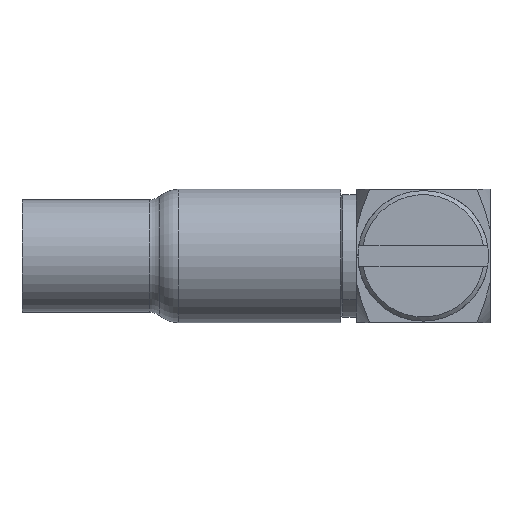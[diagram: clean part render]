
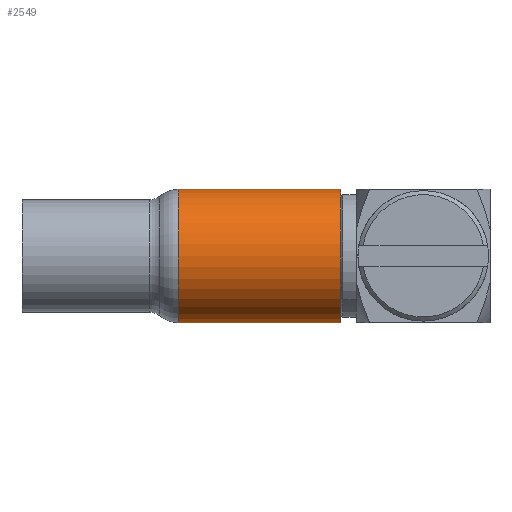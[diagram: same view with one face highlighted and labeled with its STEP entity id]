
A CAD part, top view. The second image highlights one B-rep face of the part: STEP entity #2549.
In plain terms, the highlighted cylindrical face has radius 3.24 mm (diameter 6.48 mm), a partial arc.
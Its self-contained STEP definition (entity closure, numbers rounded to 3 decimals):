
#191=DIRECTION('',(1.,0.,0.));
#192=VECTOR('',#191,7.9);
#193=CARTESIAN_POINT('',(0.43,3.24,0.));
#194=LINE('',#193,#192);
#195=DIRECTION('',(1.,0.,0.));
#196=VECTOR('',#195,7.9);
#197=CARTESIAN_POINT('',(0.43,-3.24,0.));
#198=LINE('',#197,#196);
#199=CARTESIAN_POINT('',(0.43,0.,0.));
#200=DIRECTION('',(-1.,0.,0.));
#201=DIRECTION('',(0.,-1.,0.));
#202=AXIS2_PLACEMENT_3D('',#199,#200,#201);
#209=CARTESIAN_POINT('',(8.33,0.,0.));
#210=DIRECTION('',(1.,0.,0.));
#211=DIRECTION('',(0.,1.,0.));
#212=AXIS2_PLACEMENT_3D('',#209,#210,#211);
#2193=CARTESIAN_POINT('',(8.33,3.24,0.));
#2194=CARTESIAN_POINT('',(8.33,-3.24,0.));
#2195=VERTEX_POINT('',#2193);
#2196=VERTEX_POINT('',#2194);
#2213=CARTESIAN_POINT('',(0.43,3.24,0.));
#2214=VERTEX_POINT('',#2213);
#2215=CARTESIAN_POINT('',(0.43,-3.24,0.));
#2216=VERTEX_POINT('',#2215);
#2535=CARTESIAN_POINT('',(9.105,0.,0.));
#2536=DIRECTION('',(-1.,0.,0.));
#2537=DIRECTION('',(0.,-1.,0.));
#2538=AXIS2_PLACEMENT_3D('',#2535,#2536,#2537);
#2539=CYLINDRICAL_SURFACE('',#2538,3.24);
#2541=ORIENTED_EDGE('',*,*,#2540,.T.);
#2543=ORIENTED_EDGE('',*,*,#2542,.T.);
#2545=ORIENTED_EDGE('',*,*,#2544,.F.);
#2546=ORIENTED_EDGE('',*,*,#2529,.T.);
#2547=EDGE_LOOP('',(#2541,#2543,#2545,#2546));
#2548=FACE_OUTER_BOUND('',#2547,.F.);
#2549=ADVANCED_FACE('',(#2548),#2539,.T.);
#203=CIRCLE('',#202,3.24);
#213=CIRCLE('',#212,3.24);
#2529=EDGE_CURVE('',#2216,#2214,#203,.T.);
#2540=EDGE_CURVE('',#2214,#2195,#194,.T.);
#2542=EDGE_CURVE('',#2195,#2196,#213,.T.);
#2544=EDGE_CURVE('',#2216,#2196,#198,.T.);
